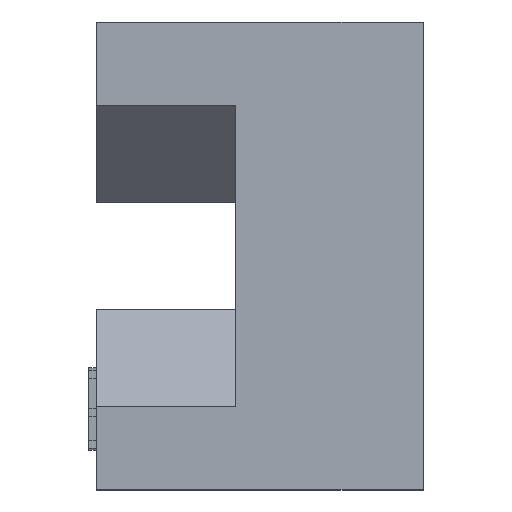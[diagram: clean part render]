
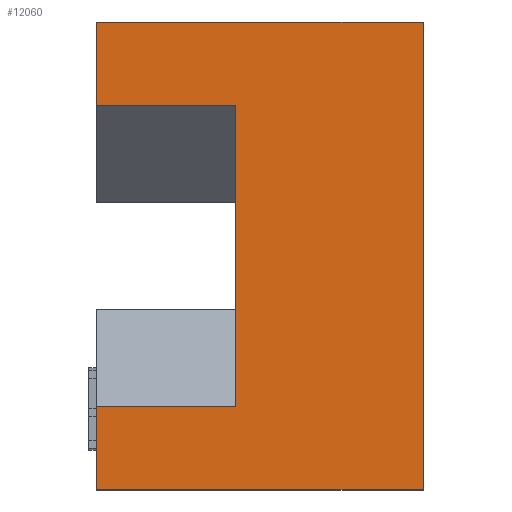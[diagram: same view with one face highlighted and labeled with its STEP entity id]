
A CAD part, left-side view. The second image highlights one B-rep face of the part: STEP entity #12060.
In plain terms, the highlighted planar face has unit normal (-1, 0, 0).
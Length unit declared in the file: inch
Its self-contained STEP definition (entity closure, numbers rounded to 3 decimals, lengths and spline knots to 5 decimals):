
#556 = LINE ( 'NONE', #2534, #14180 ) ;
#901 = VECTOR ( 'NONE', #7218, 39.37008 ) ;
#915 = LINE ( 'NONE', #7701, #4390 ) ;
#1111 = DIRECTION ( 'NONE',  ( 0., 0., -1. ) ) ;
#1212 = DIRECTION ( 'NONE',  ( 0., 0., 1. ) ) ;
#1342 = VECTOR ( 'NONE', #13635, 39.37008 ) ;
#1378 = AXIS2_PLACEMENT_3D ( 'NONE', #8769, #6656, #1111 ) ;
#1397 = ORIENTED_EDGE ( 'NONE', *, *, #5421, .T. ) ;
#1880 = ORIENTED_EDGE ( 'NONE', *, *, #10843, .T. ) ;
#1893 = VERTEX_POINT ( 'NONE', #11192 ) ;
#2100 = ORIENTED_EDGE ( 'NONE', *, *, #12730, .F. ) ;
#2207 = PLANE ( 'NONE',  #1378 ) ;
#2534 = CARTESIAN_POINT ( 'NONE',  ( -2.75, 0.218, 0.156 ) ) ;
#2540 = CARTESIAN_POINT ( 'NONE',  ( -2.75, 0.125, 0.1005 ) ) ;
#3308 = FACE_OUTER_BOUND ( 'NONE', #11438, .T. ) ;
#3368 = ORIENTED_EDGE ( 'NONE', *, *, #6258, .F. ) ;
#4390 = VECTOR ( 'NONE', #7556, 39.37008 ) ;
#4437 = ORIENTED_EDGE ( 'NONE', *, *, #14343, .F. ) ;
#4798 = CARTESIAN_POINT ( 'NONE',  ( -2.75, 0.125, -0.1005 ) ) ;
#5164 = DIRECTION ( 'NONE',  ( 0., 0., 1. ) ) ;
#5421 = EDGE_CURVE ( 'NONE', #1893, #8959, #10912, .T. ) ;
#6000 = CARTESIAN_POINT ( 'NONE',  ( -2.75, 0.218, 0.1005 ) ) ;
#6202 = LINE ( 'NONE', #10637, #1342 ) ;
#6258 = EDGE_CURVE ( 'NONE', #7086, #14075, #10038, .T. ) ;
#6656 = DIRECTION ( 'NONE',  ( 1., 0., 0. ) ) ;
#7086 = VERTEX_POINT ( 'NONE', #11602 ) ;
#7218 = DIRECTION ( 'NONE',  ( 0., 1., 0. ) ) ;
#7285 = DIRECTION ( 'NONE',  ( 0., -1., 0. ) ) ;
#7342 = VERTEX_POINT ( 'NONE', #12678 ) ;
#7346 = CARTESIAN_POINT ( 'NONE',  ( -2.75, 0., -0.156 ) ) ;
#7556 = DIRECTION ( 'NONE',  ( 0., 0., 1. ) ) ;
#7618 = VECTOR ( 'NONE', #1212, 39.37008 ) ;
#7701 = CARTESIAN_POINT ( 'NONE',  ( -2.75, 0.218, -0.156 ) ) ;
#7905 = VECTOR ( 'NONE', #5164, 39.37008 ) ;
#7970 = CARTESIAN_POINT ( 'NONE',  ( -2.75, 0.218, -0.1005 ) ) ;
#8148 = DIRECTION ( 'NONE',  ( 0., 1., 0. ) ) ;
#8594 = VERTEX_POINT ( 'NONE', #8784 ) ;
#8626 = EDGE_CURVE ( 'NONE', #1893, #12142, #915, .T. ) ;
#8769 = CARTESIAN_POINT ( 'NONE',  ( -2.75, 0.218, -0.156 ) ) ;
#8784 = CARTESIAN_POINT ( 'NONE',  ( -2.75, 0., 0.156 ) ) ;
#8959 = VERTEX_POINT ( 'NONE', #9403 ) ;
#9245 = ORIENTED_EDGE ( 'NONE', *, *, #8626, .F. ) ;
#9346 = ORIENTED_EDGE ( 'NONE', *, *, #12825, .T. ) ;
#9403 = CARTESIAN_POINT ( 'NONE',  ( -2.75, 0., -0.156 ) ) ;
#9756 = CARTESIAN_POINT ( 'NONE',  ( -2.75, 0.218, -0.156 ) ) ;
#9828 = DIRECTION ( 'NONE',  ( 0., -1., 0. ) ) ;
#10038 = LINE ( 'NONE', #10174, #7618 ) ;
#10174 = CARTESIAN_POINT ( 'NONE',  ( -2.75, 0.125, -0.1005 ) ) ;
#10333 = LINE ( 'NONE', #4798, #13234 ) ;
#10341 = ORIENTED_EDGE ( 'NONE', *, *, #11600, .F. ) ;
#10637 = CARTESIAN_POINT ( 'NONE',  ( -2.75, 0.218, -0.156 ) ) ;
#10843 = EDGE_CURVE ( 'NONE', #8959, #8594, #14059, .T. ) ;
#10912 = LINE ( 'NONE', #9756, #14203 ) ;
#11192 = CARTESIAN_POINT ( 'NONE',  ( -2.75, 0.218, -0.156 ) ) ;
#11393 = VERTEX_POINT ( 'NONE', #6000 ) ;
#11438 = EDGE_LOOP ( 'NONE', ( #3368, #9346, #9245, #1397, #1880, #2100, #10341, #4437 ) ) ;
#11600 = EDGE_CURVE ( 'NONE', #11393, #7342, #6202, .T. ) ;
#11602 = CARTESIAN_POINT ( 'NONE',  ( -2.75, 0.125, -0.1005 ) ) ;
#12060 = ADVANCED_FACE ( 'NONE', ( #3308 ), #2207, .F. ) ;
#12142 = VERTEX_POINT ( 'NONE', #7970 ) ;
#12526 = LINE ( 'NONE', #2540, #901 ) ;
#12678 = CARTESIAN_POINT ( 'NONE',  ( -2.75, 0.218, 0.156 ) ) ;
#12730 = EDGE_CURVE ( 'NONE', #7342, #8594, #556, .T. ) ;
#12825 = EDGE_CURVE ( 'NONE', #7086, #12142, #10333, .T. ) ;
#13234 = VECTOR ( 'NONE', #8148, 39.37008 ) ;
#13635 = DIRECTION ( 'NONE',  ( 0., 0., 1. ) ) ;
#14059 = LINE ( 'NONE', #7346, #7905 ) ;
#14075 = VERTEX_POINT ( 'NONE', #14090 ) ;
#14090 = CARTESIAN_POINT ( 'NONE',  ( -2.75, 0.125, 0.1005 ) ) ;
#14180 = VECTOR ( 'NONE', #7285, 39.37008 ) ;
#14203 = VECTOR ( 'NONE', #9828, 39.37008 ) ;
#14343 = EDGE_CURVE ( 'NONE', #14075, #11393, #12526, .T. ) ;
